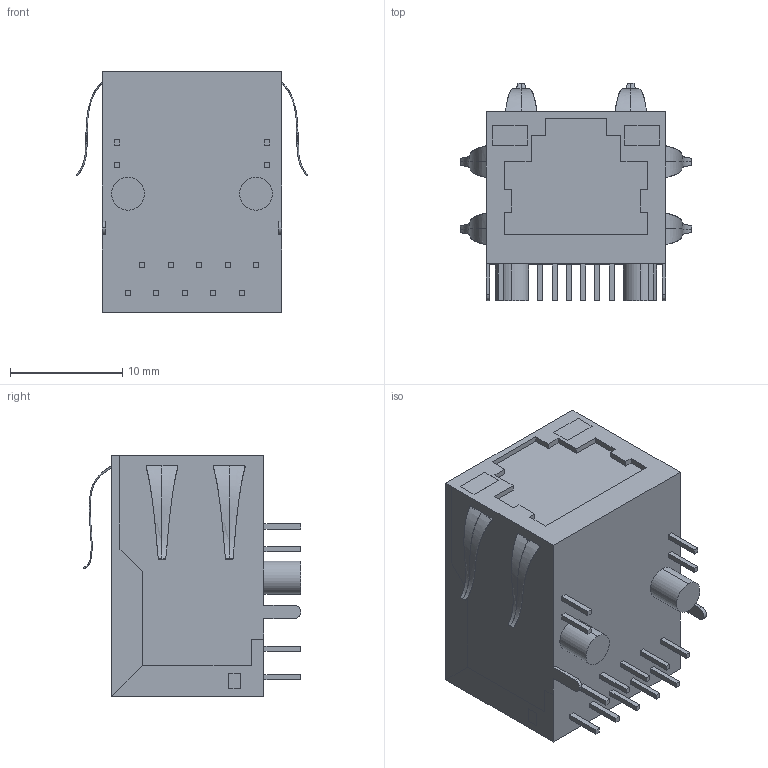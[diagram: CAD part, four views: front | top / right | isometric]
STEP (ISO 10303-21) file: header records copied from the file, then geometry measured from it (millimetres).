
FILE_DESCRIPTION (( 'STEP AP214' ), '1' );
FILE_NAME ('ARJ11C-MBSAT-A-B-3MU2.STEP', '2017-09-22T11:29:17', ( 'sathurthi' ), ( '' ), 'SwSTEP 2.0', 'SolidWorks 2017', '' );
FILE_SCHEMA (( 'AUTOMOTIVE_DESIGN' ));
Length unit declared in the file: millimetre
Products named in the file (1): ARJ11C-MBSAT-A-B-3MU2
Bounding box: 20.66 x 19.44 x 21.5 mm (x, y, z)
Volume: 4689 mm3; surface area: 2072.7 mm2
Topology: 1 solids, 1 shells, 410 faces, 1109 edges, 757 vertices
Faces by surface type: plane 312, bspline 91, cylinder 7
Entity records: 22159 total; most frequent: CARTESIAN_POINT 9440, ORIENTED_EDGE 2218, DIRECTION 1553, EDGE_CURVE 1109, VECTOR 873, LINE 873, VERTEX_POINT 757, EDGE_LOOP 466
